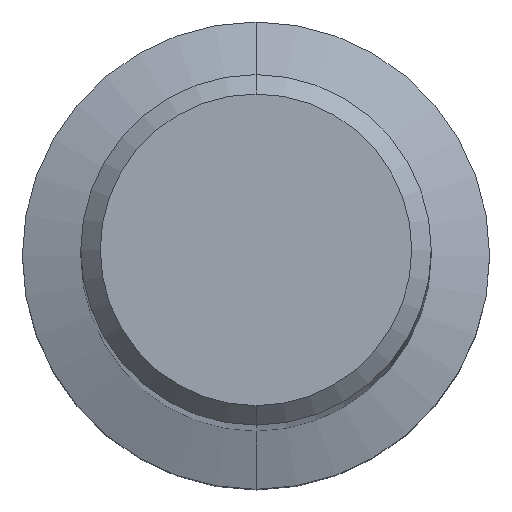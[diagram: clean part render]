
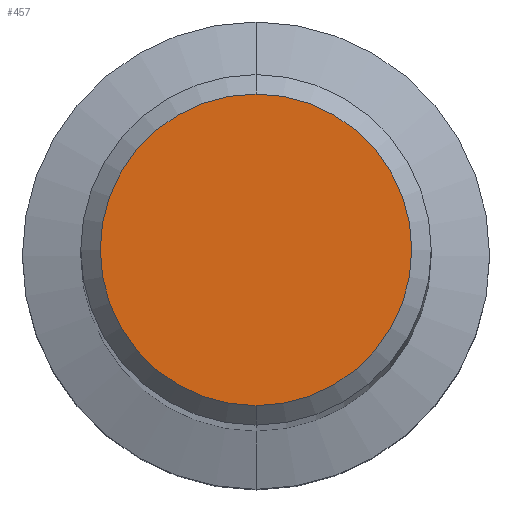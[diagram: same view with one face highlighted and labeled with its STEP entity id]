
A CAD part, top view. The second image highlights one B-rep face of the part: STEP entity #457.
In plain terms, the highlighted planar face has unit normal (0, 0, 1).
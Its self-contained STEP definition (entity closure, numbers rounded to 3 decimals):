
#237=VERTEX_POINT('',#596);
#245=EDGE_CURVE('',#237,#323,#606,.T.);
#323=VERTEX_POINT('',#694);
#397=EDGE_CURVE('',#323,#237,#775,.T.);
#457=ADVANCED_FACE('',(#840),#841,.T.);
#596=CARTESIAN_POINT('',(0.,-4.0,0.0));
#606=CIRCLE('',#1046,4.0);
#694=CARTESIAN_POINT('',(0.0,4.0,0.0));
#775=CIRCLE('',#1341,4.0);
#840=FACE_OUTER_BOUND('',#1448,.T.);
#841=PLANE('',#1449);
#1046=AXIS2_PLACEMENT_3D('',#1713,#1714,#1715);
#1341=AXIS2_PLACEMENT_3D('',#1925,#1926,#1927);
#1448=EDGE_LOOP('',(#2006,#2007));
#1449=AXIS2_PLACEMENT_3D('',#2008,#2009,#2010);
#1713=CARTESIAN_POINT('',(0.0,0.0,0.0));
#1714=DIRECTION('',(0.0,0.0,-1.0));
#1715=DIRECTION('',(0.0,1.0,0.0));
#1925=CARTESIAN_POINT('',(0.0,0.0,0.0));
#1926=DIRECTION('',(0.0,0.0,-1.0));
#1927=DIRECTION('',(0.0,1.0,0.0));
#2006=ORIENTED_EDGE('',*,*,#397,.F.);
#2007=ORIENTED_EDGE('',*,*,#245,.F.);
#2008=CARTESIAN_POINT('',(0.0,2.0,0.0));
#2009=DIRECTION('',(-0.0,0.0,1.0));
#2010=DIRECTION('',(0.0,-1.0,0.0));
